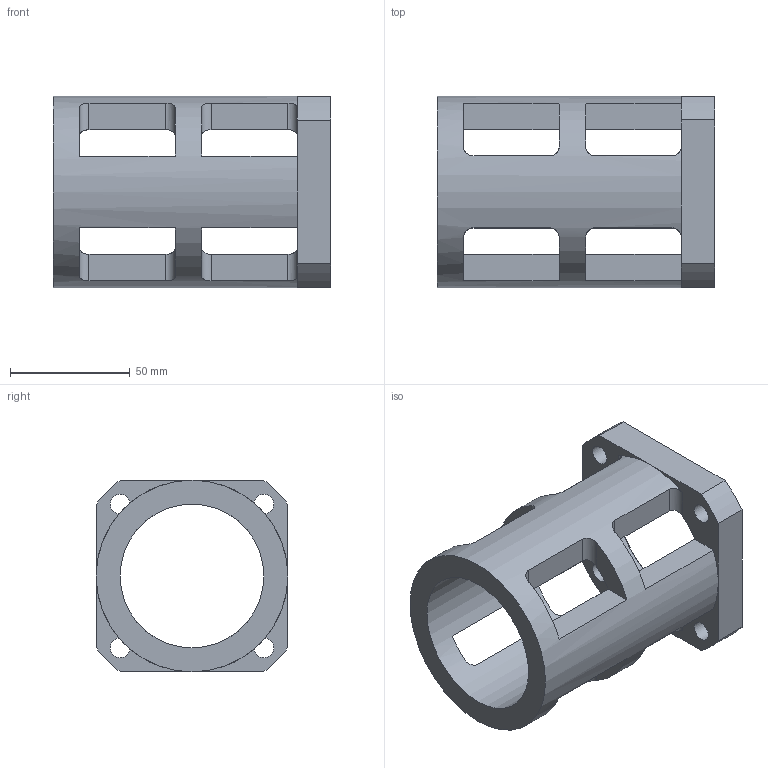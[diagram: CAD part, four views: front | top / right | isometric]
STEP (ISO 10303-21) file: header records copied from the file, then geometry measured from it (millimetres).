
FILE_DESCRIPTION(/* description */ (''),/* implementation_level */ '2;1');
FILE_NAME(/* name */ 'VK CTV 200 MTV110 80 GESM2428.stp',/* time_stamp */ '2017-08-23T08:36:19+02:00',/* author */ ('PVeber'),/* organization */ (''),/* preprocessor_version */ 'ST-DEVELOPER v16.1',/* originating_system */ 'Autodesk Inventor 2016',/* authorisation */ '');
FILE_SCHEMA (('AUTOMOTIVE_DESIGN { 1 0 10303 214 3 1 1 }'));
Length unit declared in the file: millimetre
Products named in the file (1): VK CTV 200 MTV110 80 GESM2428
Bounding box: 116 x 80 x 80 mm (x, y, z)
Volume: 184750.5 mm3; surface area: 55114.8 mm2
Topology: 1 solids, 1 shells, 67 faces, 202 edges, 134 vertices
Faces by surface type: plane 39, cylinder 27, cone 1
Full cylindrical faces by diameter (mm): 8.2 x4, 60 x1, 68 x1, 80 x1
Entity records: 2576 total; most frequent: CARTESIAN_POINT 676, ORIENTED_EDGE 380, DIRECTION 352, EDGE_CURVE 190, VERTEX_POINT 130, AXIS2_PLACEMENT_3D 126, LINE 100, VECTOR 100
